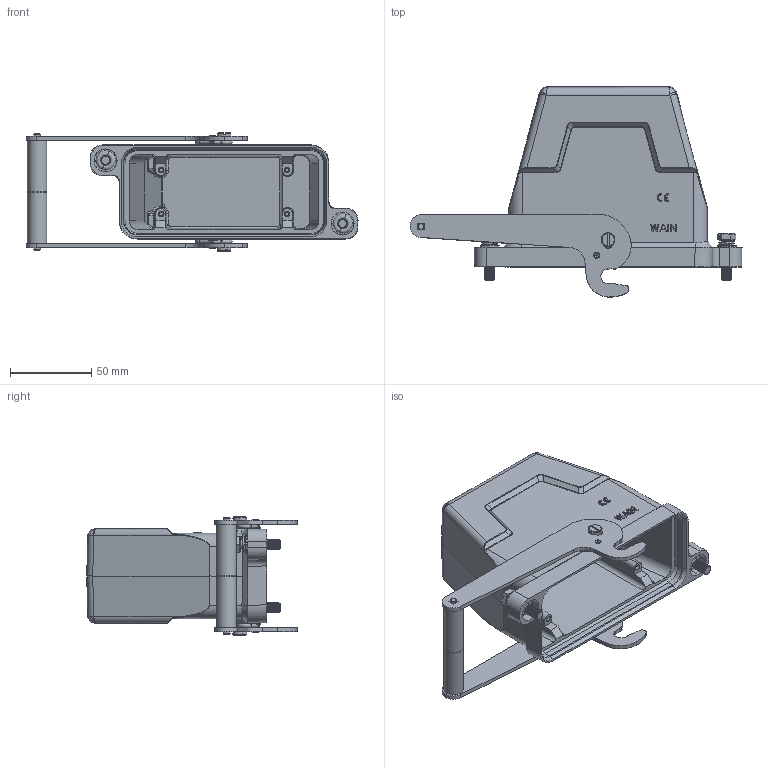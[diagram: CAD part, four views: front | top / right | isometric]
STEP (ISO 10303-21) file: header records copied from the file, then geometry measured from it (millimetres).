
FILE_DESCRIPTION(/* description */ (''),/* implementation_level */ '2;1');
FILE_NAME(/* name */ '3D_1136165205507_HP16B_H-SEH-2S-1L_C-M40_V1.0.stp',/* time_stamp */ '2024-03-21T08:56:29+08:00',/* author */ (''),/* organization */ (''),/* preprocessor_version */ 'ST-DEVELOPER v18.1',/* originating_system */ 'SIEMENS PLM Software NX 1980',/* authorisation */ '');
FILE_SCHEMA (('INTEGRATED_CNC_SCHEMA'));
Length unit declared in the file: millimetre
Products named in the file (1): 3D_1136165205507_HP16B_H-SEH-2S-1L_C-M40_V1.0
Bounding box: 204.53 x 129.61 x 72.9 mm (x, y, z)
Volume: 243024.5 mm3; surface area: 101951.3 mm2
Topology: 1 solids, 1 shells, 776 faces, 2162 edges, 1408 vertices
Faces by surface type: plane 299, cylinder 270, cone 83, torus 63, bspline 53, sphere 7, revolution 1
Full cylindrical faces by diameter (mm): 1 x2, 2.4 x8, 4.2 x2, 4.7 x2, 5.8 x1, 6.5 x2, 11.8 x2, 12 x2, 38.4 x1
Entity records: 37021 total; most frequent: CARTESIAN_POINT 18182, ORIENTED_EDGE 4126, DIRECTION 3220, EDGE_CURVE 2063, VERTEX_POINT 1363, AXIS2_PLACEMENT_3D 1201, EDGE_LOOP 882, LINE 817
